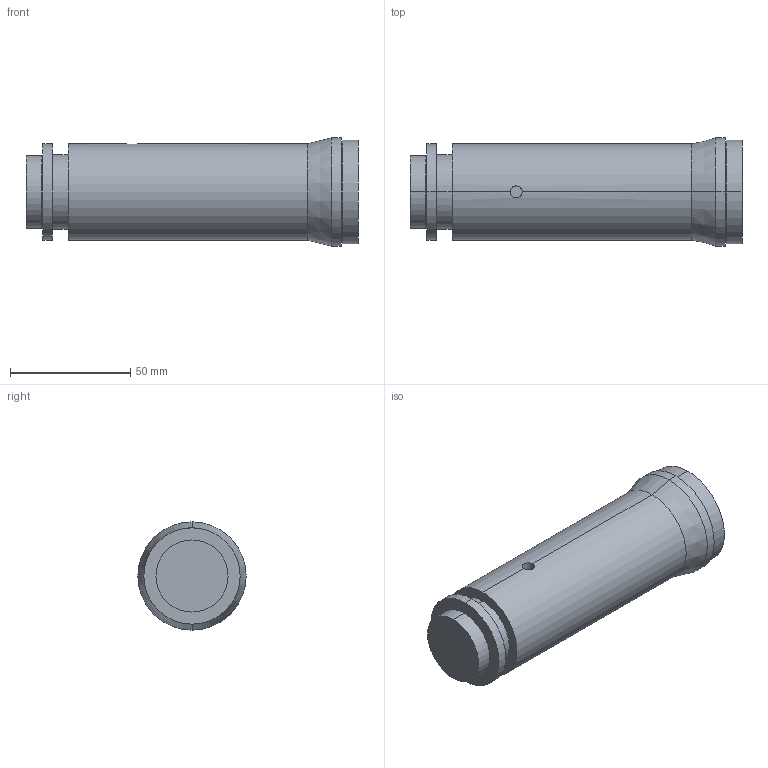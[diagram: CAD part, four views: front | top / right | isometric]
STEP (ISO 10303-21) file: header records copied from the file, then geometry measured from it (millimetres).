
FILE_DESCRIPTION (( 'STEP AP203' ), '1' );
FILE_NAME ('450039.STEP', '2025-11-19T05:50:38', ( '' ), ( '' ), 'SwSTEP 2.0', 'SolidWorks 2020', '' );
FILE_SCHEMA (( 'CONFIG_CONTROL_DESIGN' ));
Length unit declared in the file: millimetre
Products named in the file (1): 450039
Bounding box: 138.02 x 45 x 45 mm (x, y, z)
Volume: 170197.3 mm3; surface area: 21574.2 mm2
Topology: 1 solids, 1 shells, 29 faces, 57 edges, 36 vertices
Faces by surface type: cylinder 18, plane 9, cone 2
Entity records: 894 total; most frequent: CARTESIAN_POINT 187, DIRECTION 149, ORIENTED_EDGE 114, AXIS2_PLACEMENT_3D 64, EDGE_CURVE 57, VERTEX_POINT 36, EDGE_LOOP 35, CIRCLE 34
